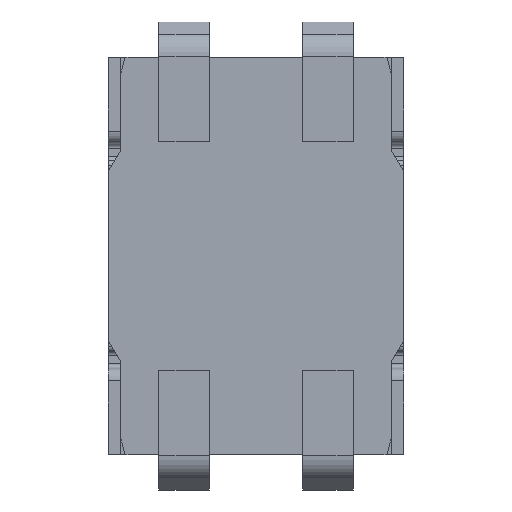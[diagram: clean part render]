
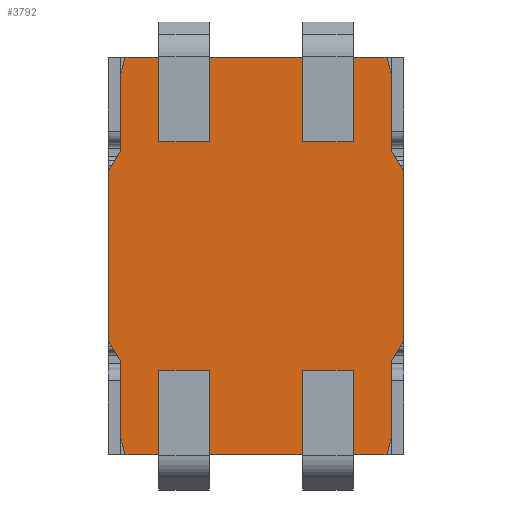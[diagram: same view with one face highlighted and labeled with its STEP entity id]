
A CAD part, front view. The second image highlights one B-rep face of the part: STEP entity #3792.
In plain terms, the highlighted planar face has unit normal (0, -1, 0).
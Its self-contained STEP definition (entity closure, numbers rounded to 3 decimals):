
#238=ORIENTED_EDGE('',*,*,#1358,.F.);
#239=ORIENTED_EDGE('',*,*,#1355,.F.);
#240=ORIENTED_EDGE('',*,*,#1359,.T.);
#241=ORIENTED_EDGE('',*,*,#1360,.T.);
#242=ORIENTED_EDGE('',*,*,#1361,.T.);
#243=ORIENTED_EDGE('',*,*,#1351,.F.);
#244=ORIENTED_EDGE('',*,*,#1362,.F.);
#245=ORIENTED_EDGE('',*,*,#1363,.F.);
#246=ORIENTED_EDGE('',*,*,#1364,.F.);
#247=ORIENTED_EDGE('',*,*,#1347,.F.);
#248=ORIENTED_EDGE('',*,*,#1365,.F.);
#249=ORIENTED_EDGE('',*,*,#1366,.F.);
#250=ORIENTED_EDGE('',*,*,#1367,.F.);
#251=ORIENTED_EDGE('',*,*,#1368,.F.);
#252=ORIENTED_EDGE('',*,*,#1369,.F.);
#253=ORIENTED_EDGE('',*,*,#1370,.F.);
#254=ORIENTED_EDGE('',*,*,#1371,.F.);
#255=ORIENTED_EDGE('',*,*,#1310,.F.);
#256=ORIENTED_EDGE('',*,*,#1372,.T.);
#257=ORIENTED_EDGE('',*,*,#1373,.T.);
#258=ORIENTED_EDGE('',*,*,#1374,.T.);
#259=ORIENTED_EDGE('',*,*,#1306,.F.);
#260=ORIENTED_EDGE('',*,*,#1375,.F.);
#261=ORIENTED_EDGE('',*,*,#1376,.F.);
#262=ORIENTED_EDGE('',*,*,#1377,.F.);
#263=ORIENTED_EDGE('',*,*,#1302,.F.);
#264=ORIENTED_EDGE('',*,*,#1378,.F.);
#265=ORIENTED_EDGE('',*,*,#1379,.F.);
#266=ORIENTED_EDGE('',*,*,#1380,.F.);
#267=ORIENTED_EDGE('',*,*,#1381,.F.);
#268=ORIENTED_EDGE('',*,*,#1382,.F.);
#269=ORIENTED_EDGE('',*,*,#1383,.F.);
#1302=EDGE_CURVE('',#1864,#1865,#2234,.T.);
#1306=EDGE_CURVE('',#1868,#1869,#2238,.T.);
#1310=EDGE_CURVE('',#1872,#1873,#2242,.T.);
#1347=EDGE_CURVE('',#1905,#1906,#2279,.T.);
#1351=EDGE_CURVE('',#1909,#1910,#2283,.T.);
#1355=EDGE_CURVE('',#1913,#1914,#2287,.T.);
#1358=EDGE_CURVE('',#1914,#1916,#2290,.T.);
#1359=EDGE_CURVE('',#1913,#1917,#2291,.T.);
#1360=EDGE_CURVE('',#1917,#1918,#2292,.T.);
#1361=EDGE_CURVE('',#1918,#1910,#2293,.T.);
#1362=EDGE_CURVE('',#1919,#1909,#2294,.T.);
#1363=EDGE_CURVE('',#1920,#1919,#2295,.T.);
#1364=EDGE_CURVE('',#1906,#1920,#2296,.T.);
#1365=EDGE_CURVE('',#1921,#1905,#2297,.T.);
#1366=EDGE_CURVE('',#1922,#1921,#2298,.T.);
#1367=EDGE_CURVE('',#1923,#1922,#2299,.T.);
#1368=EDGE_CURVE('',#1924,#1923,#2300,.T.);
#1369=EDGE_CURVE('',#1925,#1924,#2301,.T.);
#1370=EDGE_CURVE('',#1926,#1925,#2302,.T.);
#1371=EDGE_CURVE('',#1873,#1926,#2303,.T.);
#1372=EDGE_CURVE('',#1872,#1927,#2304,.T.);
#1373=EDGE_CURVE('',#1927,#1928,#2305,.T.);
#1374=EDGE_CURVE('',#1928,#1869,#2306,.T.);
#1375=EDGE_CURVE('',#1929,#1868,#2307,.T.);
#1376=EDGE_CURVE('',#1930,#1929,#2308,.T.);
#1377=EDGE_CURVE('',#1865,#1930,#2309,.T.);
#1378=EDGE_CURVE('',#1931,#1864,#2310,.T.);
#1379=EDGE_CURVE('',#1932,#1931,#2311,.T.);
#1380=EDGE_CURVE('',#1933,#1932,#2312,.T.);
#1381=EDGE_CURVE('',#1934,#1933,#2313,.T.);
#1382=EDGE_CURVE('',#1935,#1934,#2314,.T.);
#1383=EDGE_CURVE('',#1916,#1935,#2315,.T.);
#1864=VERTEX_POINT('',#5419);
#1865=VERTEX_POINT('',#5421);
#1868=VERTEX_POINT('',#5427);
#1869=VERTEX_POINT('',#5429);
#1872=VERTEX_POINT('',#5435);
#1873=VERTEX_POINT('',#5437);
#1905=VERTEX_POINT('',#5510);
#1906=VERTEX_POINT('',#5512);
#1909=VERTEX_POINT('',#5518);
#1910=VERTEX_POINT('',#5520);
#1913=VERTEX_POINT('',#5526);
#1914=VERTEX_POINT('',#5528);
#1916=VERTEX_POINT('',#5534);
#1917=VERTEX_POINT('',#5536);
#1918=VERTEX_POINT('',#5538);
#1919=VERTEX_POINT('',#5541);
#1920=VERTEX_POINT('',#5543);
#1921=VERTEX_POINT('',#5546);
#1922=VERTEX_POINT('',#5548);
#1923=VERTEX_POINT('',#5550);
#1924=VERTEX_POINT('',#5552);
#1925=VERTEX_POINT('',#5554);
#1926=VERTEX_POINT('',#5556);
#1927=VERTEX_POINT('',#5559);
#1928=VERTEX_POINT('',#5561);
#1929=VERTEX_POINT('',#5564);
#1930=VERTEX_POINT('',#5566);
#1931=VERTEX_POINT('',#5569);
#1932=VERTEX_POINT('',#5571);
#1933=VERTEX_POINT('',#5573);
#1934=VERTEX_POINT('',#5575);
#1935=VERTEX_POINT('',#5577);
#2234=LINE('',#5420,#2714);
#2238=LINE('',#5428,#2718);
#2242=LINE('',#5436,#2722);
#2279=LINE('',#5511,#2759);
#2283=LINE('',#5519,#2763);
#2287=LINE('',#5527,#2767);
#2290=LINE('',#5533,#2770);
#2291=LINE('',#5535,#2771);
#2292=LINE('',#5537,#2772);
#2293=LINE('',#5539,#2773);
#2294=LINE('',#5540,#2774);
#2295=LINE('',#5542,#2775);
#2296=LINE('',#5544,#2776);
#2297=LINE('',#5545,#2777);
#2298=LINE('',#5547,#2778);
#2299=LINE('',#5549,#2779);
#2300=LINE('',#5551,#2780);
#2301=LINE('',#5553,#2781);
#2302=LINE('',#5555,#2782);
#2303=LINE('',#5557,#2783);
#2304=LINE('',#5558,#2784);
#2305=LINE('',#5560,#2785);
#2306=LINE('',#5562,#2786);
#2307=LINE('',#5563,#2787);
#2308=LINE('',#5565,#2788);
#2309=LINE('',#5567,#2789);
#2310=LINE('',#5568,#2790);
#2311=LINE('',#5570,#2791);
#2312=LINE('',#5572,#2792);
#2313=LINE('',#5574,#2793);
#2314=LINE('',#5576,#2794);
#2315=LINE('',#5578,#2795);
#2714=VECTOR('',#4345,1000.);
#2718=VECTOR('',#4349,1000.);
#2722=VECTOR('',#4353,1000.);
#2759=VECTOR('',#4400,1000.);
#2763=VECTOR('',#4404,1000.);
#2767=VECTOR('',#4408,1000.);
#2770=VECTOR('',#4413,1000.);
#2771=VECTOR('',#4414,1000.);
#2772=VECTOR('',#4415,1000.);
#2773=VECTOR('',#4416,1000.);
#2774=VECTOR('',#4417,1000.);
#2775=VECTOR('',#4418,1000.);
#2776=VECTOR('',#4419,1000.);
#2777=VECTOR('',#4420,1000.);
#2778=VECTOR('',#4421,1000.);
#2779=VECTOR('',#4422,1000.);
#2780=VECTOR('',#4423,1000.);
#2781=VECTOR('',#4424,1000.);
#2782=VECTOR('',#4425,1000.);
#2783=VECTOR('',#4426,1000.);
#2784=VECTOR('',#4427,1000.);
#2785=VECTOR('',#4428,1000.);
#2786=VECTOR('',#4429,1000.);
#2787=VECTOR('',#4430,1000.);
#2788=VECTOR('',#4431,1000.);
#2789=VECTOR('',#4432,1000.);
#2790=VECTOR('',#4433,1000.);
#2791=VECTOR('',#4434,1000.);
#2792=VECTOR('',#4435,1000.);
#2793=VECTOR('',#4436,1000.);
#2794=VECTOR('',#4437,1000.);
#2795=VECTOR('',#4438,1000.);
#3196=EDGE_LOOP('',(#238,#239,#240,#241,#242,#243,#244,#245,#246,#247,#248,
#249,#250,#251,#252,#253,#254,#255,#256,#257,#258,#259,#260,#261,#262,#263,
#264,#265,#266,#267,#268,#269));
#3410=FACE_BOUND('',#3196,.T.);
#3624=PLANE('',#4048);
#3792=ADVANCED_FACE('',(#3410),#3624,.F.);
#4048=AXIS2_PLACEMENT_3D('',#5532,#4411,#4412);
#4345=DIRECTION('',(-1.,0.,0.));
#4349=DIRECTION('',(-1.,0.,0.));
#4353=DIRECTION('',(-1.,0.,0.));
#4400=DIRECTION('',(1.,0.,0.));
#4404=DIRECTION('',(1.,0.,0.));
#4408=DIRECTION('',(1.,0.,0.));
#4411=DIRECTION('',(0.,1.,0.));
#4412=DIRECTION('',(0.,0.,1.));
#4413=DIRECTION('',(0.243,0.,-0.97));
#4414=DIRECTION('',(0.,0.,-1.));
#4415=DIRECTION('',(-1.,0.,0.));
#4416=DIRECTION('',(0.,0.,1.));
#4417=DIRECTION('',(0.,0.,1.));
#4418=DIRECTION('',(1.,0.,0.));
#4419=DIRECTION('',(0.,0.,-1.));
#4420=DIRECTION('',(0.243,0.,0.97));
#4421=DIRECTION('',(0.,0.,1.));
#4422=DIRECTION('',(0.514,0.,0.857));
#4423=DIRECTION('',(0.,0.,1.));
#4424=DIRECTION('',(-0.514,0.,0.857));
#4425=DIRECTION('',(0.,0.,1.));
#4426=DIRECTION('',(-0.243,0.,0.97));
#4427=DIRECTION('',(0.,0.,1.));
#4428=DIRECTION('',(1.,0.,0.));
#4429=DIRECTION('',(0.,0.,-1.));
#4430=DIRECTION('',(0.,0.,-1.));
#4431=DIRECTION('',(-1.,0.,0.));
#4432=DIRECTION('',(0.,0.,1.));
#4433=DIRECTION('',(-0.243,0.,-0.97));
#4434=DIRECTION('',(0.,0.,-1.));
#4435=DIRECTION('',(-0.514,0.,-0.857));
#4436=DIRECTION('',(0.,0.,-1.));
#4437=DIRECTION('',(0.514,0.,-0.857));
#4438=DIRECTION('',(0.,0.,-1.));
#5419=CARTESIAN_POINT('',(1.55,0.,-2.35));
#5420=CARTESIAN_POINT('',(1.75,0.,-2.35));
#5421=CARTESIAN_POINT('',(1.15,0.,-2.35));
#5427=CARTESIAN_POINT('',(0.55,0.,-2.35));
#5428=CARTESIAN_POINT('',(1.75,0.,-2.35));
#5429=CARTESIAN_POINT('',(-0.55,0.,-2.35));
#5435=CARTESIAN_POINT('',(-1.15,0.,-2.35));
#5436=CARTESIAN_POINT('',(1.75,0.,-2.35));
#5437=CARTESIAN_POINT('',(-1.55,0.,-2.35));
#5510=CARTESIAN_POINT('',(-1.55,0.,2.35));
#5511=CARTESIAN_POINT('',(-1.75,0.,2.35));
#5512=CARTESIAN_POINT('',(-1.15,0.,2.35));
#5518=CARTESIAN_POINT('',(-0.55,0.,2.35));
#5519=CARTESIAN_POINT('',(-1.75,0.,2.35));
#5520=CARTESIAN_POINT('',(0.55,0.,2.35));
#5526=CARTESIAN_POINT('',(1.15,0.,2.35));
#5527=CARTESIAN_POINT('',(-1.75,0.,2.35));
#5528=CARTESIAN_POINT('',(1.55,0.,2.35));
#5532=CARTESIAN_POINT('',(0.,0.,0.));
#5533=CARTESIAN_POINT('',(1.55,0.,2.35));
#5534=CARTESIAN_POINT('',(1.6,0.,2.15));
#5535=CARTESIAN_POINT('',(1.15,0.,2.35));
#5536=CARTESIAN_POINT('',(1.15,0.,1.35));
#5537=CARTESIAN_POINT('',(1.15,0.,1.35));
#5538=CARTESIAN_POINT('',(0.55,0.,1.35));
#5539=CARTESIAN_POINT('',(0.55,0.,1.35));
#5540=CARTESIAN_POINT('',(-0.55,0.,1.35));
#5541=CARTESIAN_POINT('',(-0.55,0.,1.35));
#5542=CARTESIAN_POINT('',(-1.15,0.,1.35));
#5543=CARTESIAN_POINT('',(-1.15,0.,1.35));
#5544=CARTESIAN_POINT('',(-1.15,0.,2.35));
#5545=CARTESIAN_POINT('',(-1.6,0.,2.15));
#5546=CARTESIAN_POINT('',(-1.6,0.,2.15));
#5547=CARTESIAN_POINT('',(-1.6,0.,1.25));
#5548=CARTESIAN_POINT('',(-1.6,0.,1.25));
#5549=CARTESIAN_POINT('',(-1.75,0.,1.));
#5550=CARTESIAN_POINT('',(-1.75,0.,1.));
#5551=CARTESIAN_POINT('',(-1.75,0.,-2.35));
#5552=CARTESIAN_POINT('',(-1.75,0.,-1.));
#5553=CARTESIAN_POINT('',(-1.6,0.,-1.25));
#5554=CARTESIAN_POINT('',(-1.6,0.,-1.25));
#5555=CARTESIAN_POINT('',(-1.6,0.,-2.15));
#5556=CARTESIAN_POINT('',(-1.6,0.,-2.15));
#5557=CARTESIAN_POINT('',(-1.55,0.,-2.35));
#5558=CARTESIAN_POINT('',(-1.15,0.,-2.35));
#5559=CARTESIAN_POINT('',(-1.15,0.,-1.35));
#5560=CARTESIAN_POINT('',(-1.15,0.,-1.35));
#5561=CARTESIAN_POINT('',(-0.55,0.,-1.35));
#5562=CARTESIAN_POINT('',(-0.55,0.,-1.35));
#5563=CARTESIAN_POINT('',(0.55,0.,-1.35));
#5564=CARTESIAN_POINT('',(0.55,0.,-1.35));
#5565=CARTESIAN_POINT('',(1.15,0.,-1.35));
#5566=CARTESIAN_POINT('',(1.15,0.,-1.35));
#5567=CARTESIAN_POINT('',(1.15,0.,-2.35));
#5568=CARTESIAN_POINT('',(1.6,0.,-2.15));
#5569=CARTESIAN_POINT('',(1.6,0.,-2.15));
#5570=CARTESIAN_POINT('',(1.6,0.,-1.25));
#5571=CARTESIAN_POINT('',(1.6,0.,-1.25));
#5572=CARTESIAN_POINT('',(1.75,0.,-1.));
#5573=CARTESIAN_POINT('',(1.75,0.,-1.));
#5574=CARTESIAN_POINT('',(1.75,0.,2.35));
#5575=CARTESIAN_POINT('',(1.75,0.,1.));
#5576=CARTESIAN_POINT('',(1.6,0.,1.25));
#5577=CARTESIAN_POINT('',(1.6,0.,1.25));
#5578=CARTESIAN_POINT('',(1.6,0.,2.15));
